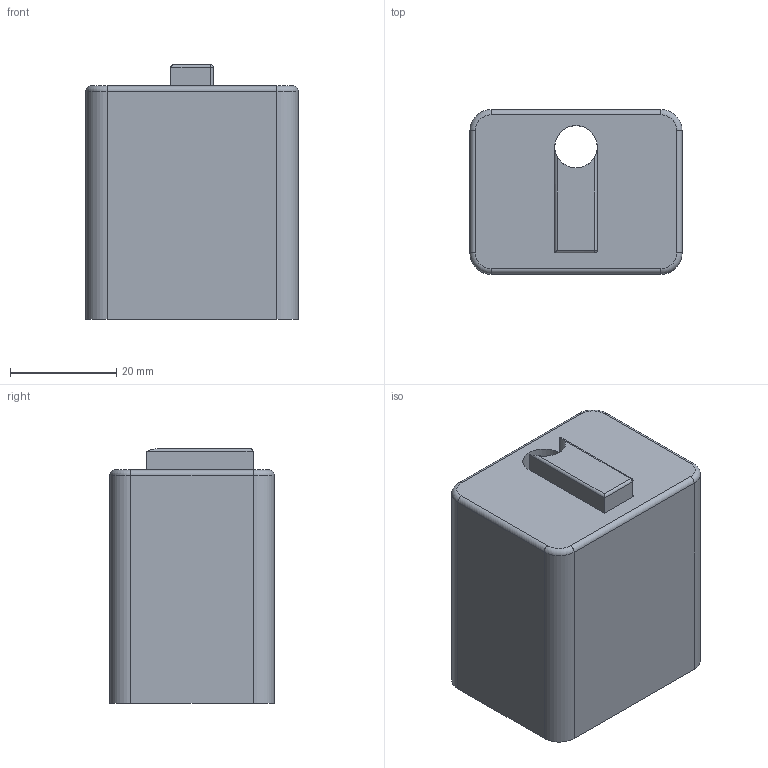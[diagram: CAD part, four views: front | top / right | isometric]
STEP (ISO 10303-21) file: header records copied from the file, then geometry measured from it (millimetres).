
FILE_DESCRIPTION(/* description */ ('KriTec Sockelelement 8, schwarz für Profil 8 40x16'),/* implementation_level */ '2;1');
FILE_NAME(/* name */ '19001_KriTec_Sockelelement_8_schwarz_fuer_Profil_8_40x16.stp',/* time_stamp */ '2021-05-18T09:59:06+02:00',/* author */ ('Nell'),/* organization */ (''),/* preprocessor_version */ 'ST-DEVELOPER v17',/* originating_system */ 'Autodesk Inventor 2018',/* authorisation */ '');
FILE_SCHEMA (('AUTOMOTIVE_DESIGN { 1 0 10303 214 3 1 1 }'));
Length unit declared in the file: millimetre
Products named in the file (1): 19001_KriTec_Sockelelement_8_schwarz_fuer_Profil_8_40x16
Bounding box: 40 x 31 x 48 mm (x, y, z)
Volume: 21158.9 mm3; surface area: 14395.7 mm2
Topology: 1 solids, 1 shells, 74 faces, 173 edges, 99 vertices
Faces by surface type: cylinder 35, plane 18, torus 12, bspline 6, sphere 3
Full cylindrical faces by diameter (mm): 8 x1
Entity records: 2210 total; most frequent: CARTESIAN_POINT 459, DIRECTION 393, ORIENTED_EDGE 342, EDGE_CURVE 171, AXIS2_PLACEMENT_3D 157, VERTEX_POINT 99, CIRCLE 87, LINE 79
